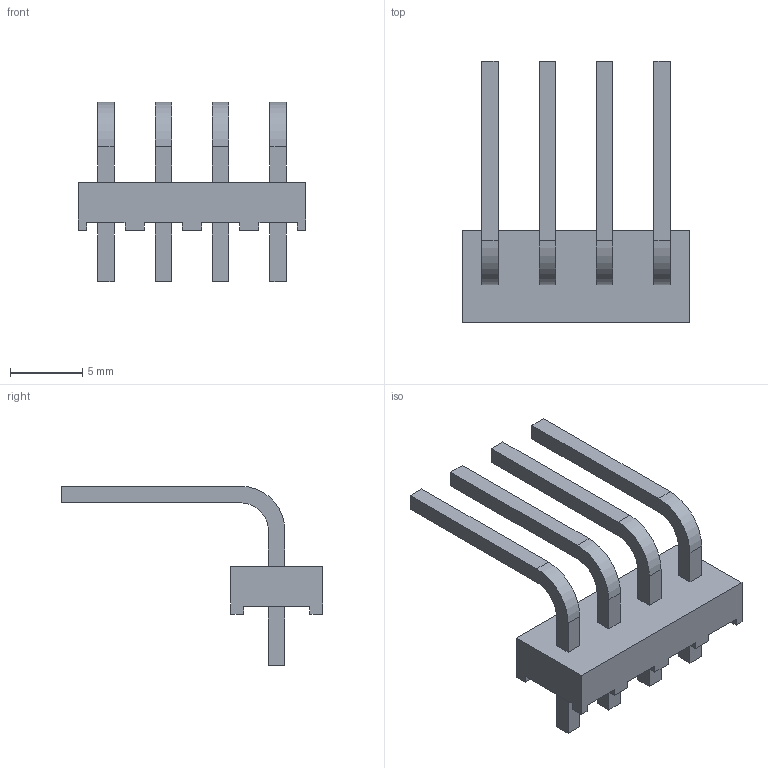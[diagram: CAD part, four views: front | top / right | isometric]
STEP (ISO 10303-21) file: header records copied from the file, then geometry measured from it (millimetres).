
FILE_DESCRIPTION((''),'2;1');
FILE_NAME('MOLEX_26-60-3040.stp','2010-10-28T14:28:26',(''),(''),'Mechanical Desktop 2010','Mechanical Desktop 2010',', , ');
FILE_SCHEMA(('AUTOMOTIVE_DESIGN { 1 2 10303 214 1 1 1 1 }'));
Length unit declared in the file: millimetre
Products named in the file (1): Product
Bounding box: 15.7 x 18.03 x 12.38 mm (x, y, z)
Volume: 402.3 mm3; surface area: 780 mm2
Topology: 9 solids, 9 shells, 106 faces, 264 edges, 176 vertices
Faces by surface type: plane 98, cylinder 8
Entity records: 3148 total; most frequent: CARTESIAN_POINT 547, ORIENTED_EDGE 528, DIRECTION 494, EDGE_CURVE 264, VECTOR 248, LINE 248, VERTEX_POINT 176, AXIS2_PLACEMENT_3D 123
